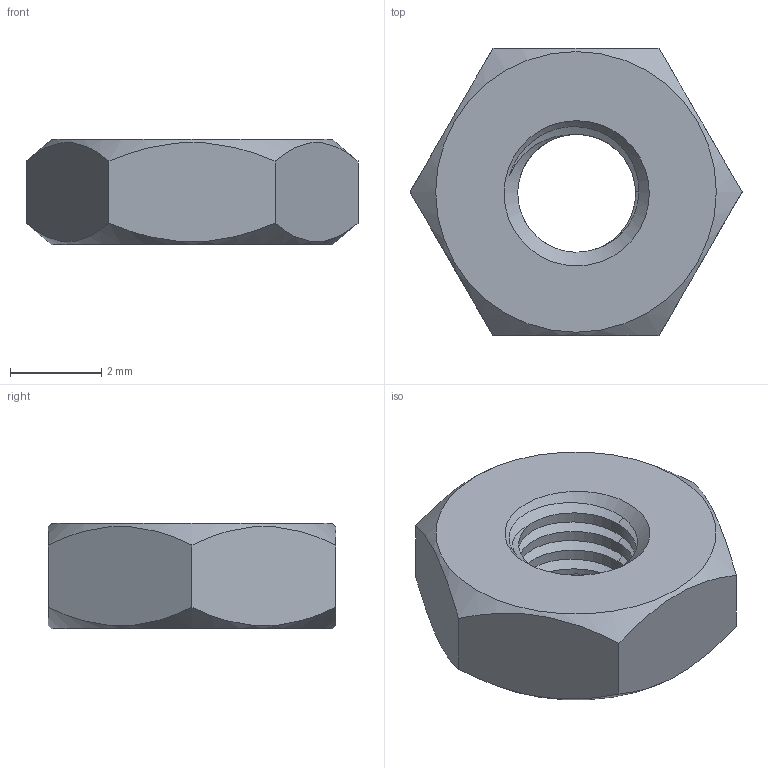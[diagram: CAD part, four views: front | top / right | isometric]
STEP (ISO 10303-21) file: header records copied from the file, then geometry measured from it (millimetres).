
FILE_DESCRIPTION(('FreeCAD Model'),'2;1');
FILE_NAME('Nut tuerca M3x12.step','2020-05-07T15:23:40',('Author'),(''), 'Open CASCADE STEP processor 7.3','FreeCAD','Unknown');
FILE_SCHEMA(('AUTOMOTIVE_DESIGN { 1 0 10303 214 1 1 1 1 }'));
Length unit declared in the file: millimetre
Products named in the file (1): Tuerca_(Solid)
Bounding box: 7.27 x 6.29 x 2.3 mm (x, y, z)
Volume: 64 mm3; surface area: 126.9 mm2
Topology: 1 solids, 1 shells, 23 faces, 66 edges, 45 vertices
Faces by surface type: bspline 10, plane 8, cone 4, cylinder 1
Entity records: 4716 total; most frequent: CARTESIAN_POINT 3633, ORIENTED_EDGE 132, PCURVE 132, DEFINITIONAL_REPRESENTATION 132, DIRECTION 121, B_SPLINE_CURVE_WITH_KNOTS 110, EDGE_CURVE 66, SURFACE_CURVE 62
